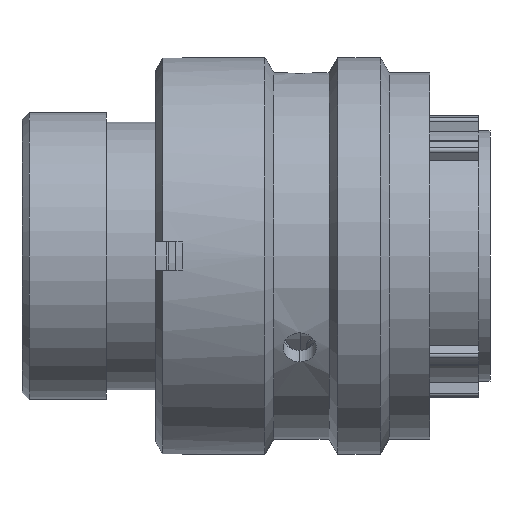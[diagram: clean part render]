
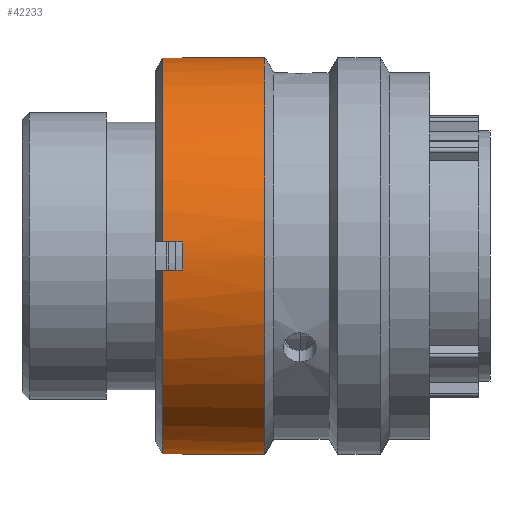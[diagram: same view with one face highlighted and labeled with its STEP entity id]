
A CAD part, front view. The second image highlights one B-rep face of the part: STEP entity #42233.
In plain terms, the highlighted cylindrical face has radius 14.15 mm (diameter 28.3 mm), a partial arc.
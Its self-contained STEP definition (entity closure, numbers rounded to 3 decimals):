
#728 = DIRECTION ( 'NONE',  ( 0., 0., 1. ) ) ;
#1528 = VECTOR ( 'NONE', #25741, 1000. ) ;
#1658 = CIRCLE ( 'NONE', #35249, 14.15 ) ;
#4141 = VERTEX_POINT ( 'NONE', #24150 ) ;
#4148 = CARTESIAN_POINT ( 'NONE',  ( -6.789, -12.642, -1.935 ) ) ;
#5654 = EDGE_CURVE ( 'NONE', #46351, #43605, #1658, .T. ) ;
#6429 = EDGE_CURVE ( 'NONE', #14992, #52488, #80377, .T. ) ;
#7480 = DIRECTION ( 'NONE',  ( 1., 0., 0. ) ) ;
#8271 = AXIS2_PLACEMENT_3D ( 'NONE', #44278, #16741, #64357 ) ;
#8409 = CARTESIAN_POINT ( 'NONE',  ( -6.789, 1.472, -0.935 ) ) ;
#9873 = EDGE_CURVE ( 'NONE', #33899, #46351, #66230, .T. ) ;
#10419 = ORIENTED_EDGE ( 'NONE', *, *, #39056, .T. ) ;
#13461 = VERTEX_POINT ( 'NONE', #70059 ) ;
#14615 = CARTESIAN_POINT ( 'NONE',  ( -6.789, 1.472, -0.935 ) ) ;
#14992 = VERTEX_POINT ( 'NONE', #82879 ) ;
#15277 = DIRECTION ( 'NONE',  ( 0., 0., -1. ) ) ;
#15572 = VERTEX_POINT ( 'NONE', #67725 ) ;
#16327 = FACE_OUTER_BOUND ( 'NONE', #48294, .T. ) ;
#16629 = CARTESIAN_POINT ( 'NONE',  ( 12.261, -12.642, -1.935 ) ) ;
#16741 = DIRECTION ( 'NONE',  ( 1., 0., 0. ) ) ;
#17038 = LINE ( 'NONE', #90207, #42199 ) ;
#17325 = DIRECTION ( 'NONE',  ( 1., 0., 0. ) ) ;
#18346 = DIRECTION ( 'NONE',  ( -1., 0., 0. ) ) ;
#18640 = CARTESIAN_POINT ( 'NONE',  ( 12.261, 0.472, 13.18 ) ) ;
#19445 = ORIENTED_EDGE ( 'NONE', *, *, #5654, .T. ) ;
#20649 = VECTOR ( 'NONE', #17325, 1000. ) ;
#21277 = DIRECTION ( 'NONE',  ( 1., 0., 0. ) ) ;
#21588 = DIRECTION ( 'NONE',  ( 0., 0., -1. ) ) ;
#24150 = CARTESIAN_POINT ( 'NONE',  ( -6.789, 0.472, 13.18 ) ) ;
#25018 = LINE ( 'NONE', #53067, #20649 ) ;
#25741 = DIRECTION ( 'NONE',  ( 1., 0., 0. ) ) ;
#26824 = CIRCLE ( 'NONE', #65580, 14.15 ) ;
#28067 = CARTESIAN_POINT ( 'NONE',  ( -5.389, 1.472, -0.935 ) ) ;
#29062 = VERTEX_POINT ( 'NONE', #66314 ) ;
#30666 = CARTESIAN_POINT ( 'NONE',  ( 12.261, 0.472, -15.05 ) ) ;
#32290 = EDGE_CURVE ( 'NONE', #29062, #13461, #34868, .T. ) ;
#32711 = VERTEX_POINT ( 'NONE', #64265 ) ;
#32733 = ORIENTED_EDGE ( 'NONE', *, *, #84122, .T. ) ;
#33899 = VERTEX_POINT ( 'NONE', #39790 ) ;
#34868 = CIRCLE ( 'NONE', #73987, 14.15 ) ;
#35249 = AXIS2_PLACEMENT_3D ( 'NONE', #14615, #63439, #70546 ) ;
#38932 = EDGE_CURVE ( 'NONE', #43605, #29062, #76045, .T. ) ;
#38975 = AXIS2_PLACEMENT_3D ( 'NONE', #64537, #57800, #71623 ) ;
#39056 = EDGE_CURVE ( 'NONE', #13461, #52488, #55203, .T. ) ;
#39790 = CARTESIAN_POINT ( 'NONE',  ( -5.389, -12.642, -1.935 ) ) ;
#39964 = VECTOR ( 'NONE', #65754, 1000. ) ;
#41815 = DIRECTION ( 'NONE',  ( 0., 0., 1. ) ) ;
#42199 = VECTOR ( 'NONE', #82518, 1000. ) ;
#42233 = ADVANCED_FACE ( 'NONE', ( #16327 ), #75354, .T. ) ;
#43109 = CARTESIAN_POINT ( 'NONE',  ( 0.516, 1.472, -0.935 ) ) ;
#43605 = VERTEX_POINT ( 'NONE', #48182 ) ;
#43842 = EDGE_CURVE ( 'NONE', #82017, #33899, #69797, .T. ) ;
#44278 = CARTESIAN_POINT ( 'NONE',  ( 12.261, 1.472, -0.935 ) ) ;
#45915 = ORIENTED_EDGE ( 'NONE', *, *, #61430, .T. ) ;
#46351 = VERTEX_POINT ( 'NONE', #4148 ) ;
#47080 = AXIS2_PLACEMENT_3D ( 'NONE', #43109, #77351, #15277 ) ;
#48182 = CARTESIAN_POINT ( 'NONE',  ( -6.789, 0.472, -15.05 ) ) ;
#48294 = EDGE_LOOP ( 'NONE', ( #68690, #32733, #77541, #45915, #54398, #68228, #52866, #19445, #79708, #77856, #10419, #78513 ) ) ;
#51760 = VECTOR ( 'NONE', #71933, 1000. ) ;
#52488 = VERTEX_POINT ( 'NONE', #75578 ) ;
#52866 = ORIENTED_EDGE ( 'NONE', *, *, #9873, .T. ) ;
#53067 = CARTESIAN_POINT ( 'NONE',  ( 12.261, -12.642, 0.065 ) ) ;
#54398 = ORIENTED_EDGE ( 'NONE', *, *, #60586, .T. ) ;
#55203 = LINE ( 'NONE', #74381, #1528 ) ;
#55823 = VERTEX_POINT ( 'NONE', #61497 ) ;
#57800 = DIRECTION ( 'NONE',  ( 1., 0., 0. ) ) ;
#60586 = EDGE_CURVE ( 'NONE', #32711, #82017, #25018, .T. ) ;
#61362 = AXIS2_PLACEMENT_3D ( 'NONE', #28067, #21277, #41815 ) ;
#61430 = EDGE_CURVE ( 'NONE', #4141, #32711, #26824, .T. ) ;
#61497 = CARTESIAN_POINT ( 'NONE',  ( -5.389, 1.472, 13.215 ) ) ;
#63439 = DIRECTION ( 'NONE',  ( 1., 0., 0. ) ) ;
#63455 = DIRECTION ( 'NONE',  ( 1., 0., 0. ) ) ;
#64265 = CARTESIAN_POINT ( 'NONE',  ( -6.789, -12.642, 0.065 ) ) ;
#64357 = DIRECTION ( 'NONE',  ( 0., 0., -1. ) ) ;
#64537 = CARTESIAN_POINT ( 'NONE',  ( -5.389, 1.472, -0.935 ) ) ;
#64651 = EDGE_CURVE ( 'NONE', #15572, #4141, #79680, .T. ) ;
#64707 = CIRCLE ( 'NONE', #61362, 14.15 ) ;
#65580 = AXIS2_PLACEMENT_3D ( 'NONE', #8409, #63455, #21588 ) ;
#65754 = DIRECTION ( 'NONE',  ( 1., 0., 0. ) ) ;
#66230 = LINE ( 'NONE', #16629, #51760 ) ;
#66314 = CARTESIAN_POINT ( 'NONE',  ( -5.389, 0.472, -15.05 ) ) ;
#67725 = CARTESIAN_POINT ( 'NONE',  ( -5.389, 0.472, 13.18 ) ) ;
#68228 = ORIENTED_EDGE ( 'NONE', *, *, #43842, .T. ) ;
#68690 = ORIENTED_EDGE ( 'NONE', *, *, #73821, .F. ) ;
#68948 = CARTESIAN_POINT ( 'NONE',  ( -5.389, -12.642, 0.065 ) ) ;
#69797 = CIRCLE ( 'NONE', #38975, 14.15 ) ;
#70059 = CARTESIAN_POINT ( 'NONE',  ( -5.389, 1.472, -15.085 ) ) ;
#70546 = DIRECTION ( 'NONE',  ( 0., 0., -1. ) ) ;
#70829 = CARTESIAN_POINT ( 'NONE',  ( -5.389, 1.472, -0.935 ) ) ;
#71623 = DIRECTION ( 'NONE',  ( 0., 0., 1. ) ) ;
#71933 = DIRECTION ( 'NONE',  ( -1., 0., 0. ) ) ;
#73821 = EDGE_CURVE ( 'NONE', #55823, #14992, #17038, .T. ) ;
#73987 = AXIS2_PLACEMENT_3D ( 'NONE', #70829, #7480, #728 ) ;
#74381 = CARTESIAN_POINT ( 'NONE',  ( 12.261, 1.472, -15.085 ) ) ;
#75354 = CYLINDRICAL_SURFACE ( 'NONE', #8271, 14.15 ) ;
#75578 = CARTESIAN_POINT ( 'NONE',  ( 0.516, 1.472, -15.085 ) ) ;
#76045 = LINE ( 'NONE', #30666, #39964 ) ;
#77351 = DIRECTION ( 'NONE',  ( 1., 0., 0. ) ) ;
#77541 = ORIENTED_EDGE ( 'NONE', *, *, #64651, .T. ) ;
#77856 = ORIENTED_EDGE ( 'NONE', *, *, #32290, .T. ) ;
#78513 = ORIENTED_EDGE ( 'NONE', *, *, #6429, .F. ) ;
#79680 = LINE ( 'NONE', #18640, #82980 ) ;
#79708 = ORIENTED_EDGE ( 'NONE', *, *, #38932, .T. ) ;
#80377 = CIRCLE ( 'NONE', #47080, 14.15 ) ;
#82017 = VERTEX_POINT ( 'NONE', #68948 ) ;
#82518 = DIRECTION ( 'NONE',  ( 1., 0., 0. ) ) ;
#82879 = CARTESIAN_POINT ( 'NONE',  ( 0.516, 1.472, 13.215 ) ) ;
#82980 = VECTOR ( 'NONE', #18346, 1000. ) ;
#84122 = EDGE_CURVE ( 'NONE', #55823, #15572, #64707, .T. ) ;
#90207 = CARTESIAN_POINT ( 'NONE',  ( 12.261, 1.472, 13.215 ) ) ;
